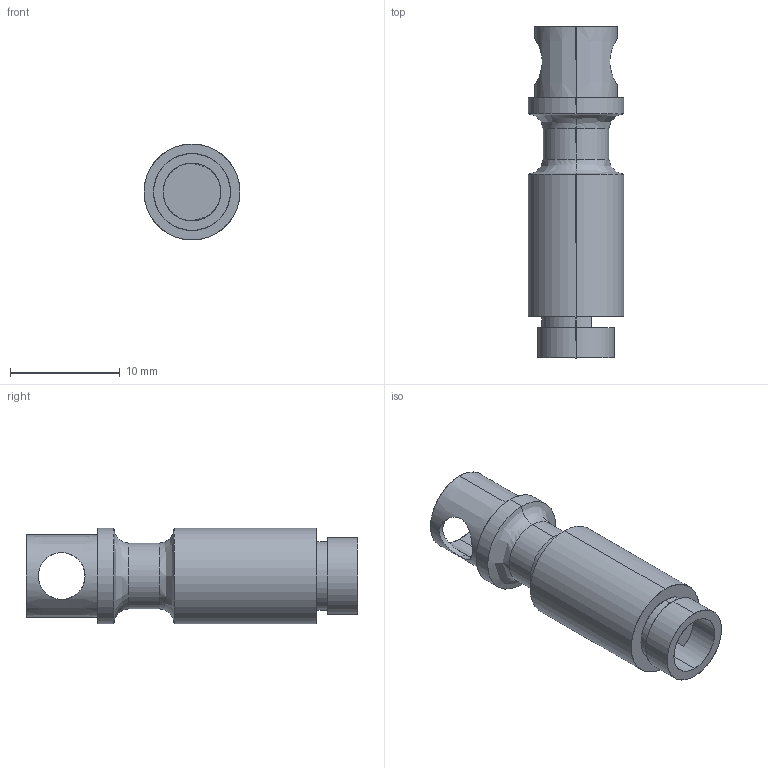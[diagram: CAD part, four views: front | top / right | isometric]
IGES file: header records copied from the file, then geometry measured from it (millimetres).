
Start section: SolidWorks IGES file using analytic representation for surfaces
Global section: file name: allumage.IGS; native system: SolidWorks 2012; preprocessor: SolidWorks 2012; author: Axel; date: 220629.185757; units: millimetre
Bounding box: 8.75 x 30.25 x 8.75 mm (x, y, z)
Surface area: 1129.9 mm2 (no closed solid volume)
Topology: 0 solids, 0 shells, 34 faces, 756 edges, 756 vertices
Faces by surface type: revolution 21, bspline 13
